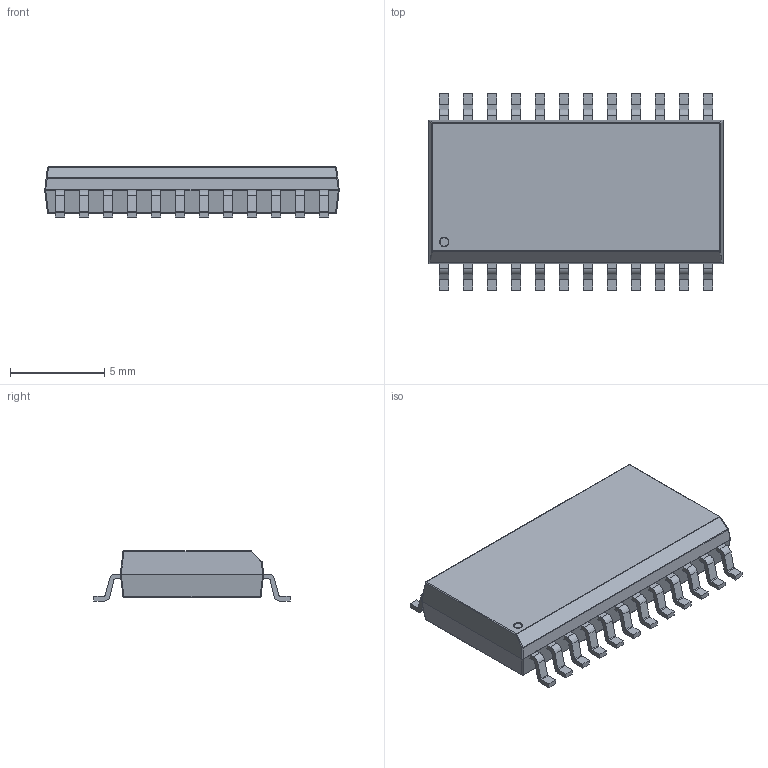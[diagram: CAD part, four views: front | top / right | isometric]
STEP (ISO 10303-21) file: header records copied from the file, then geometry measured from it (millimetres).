
FILE_DESCRIPTION(('STEP AP214'), '1');
FILE_NAME('SOIC-24W', '', ('UNSPECIFIED'), ('UNSPECIFIED'), 'ASCON STEP Converter 1.3', 'ASCON Math Kernel', '');
FILE_SCHEMA(('AUTOMOTIVE_DESIGN { 1 0 10303 214 3 1 1}'));
Length unit declared in the file: millimetre
Bounding box: 15.6 x 10.4 x 2.65 mm (x, y, z)
Volume: 287 mm3; surface area: 423.9 mm2
Topology: 25 solids, 25 shells, 380 faces, 1166 edges, 885 vertices
Faces by surface type: plane 252, cylinder 119, bspline 8, torus 1
Full cylindrical faces by diameter (mm): 0.5 x1
Entity records: 16390 total; most frequent: CARTESIAN_POINT 2506, DIRECTION 2173, ORIENTED_EDGE 1944, EDGE_CURVE 972, LINE 813, VECTOR 813, AXIS2_PLACEMENT_3D 680, VERTEX_POINT 645
